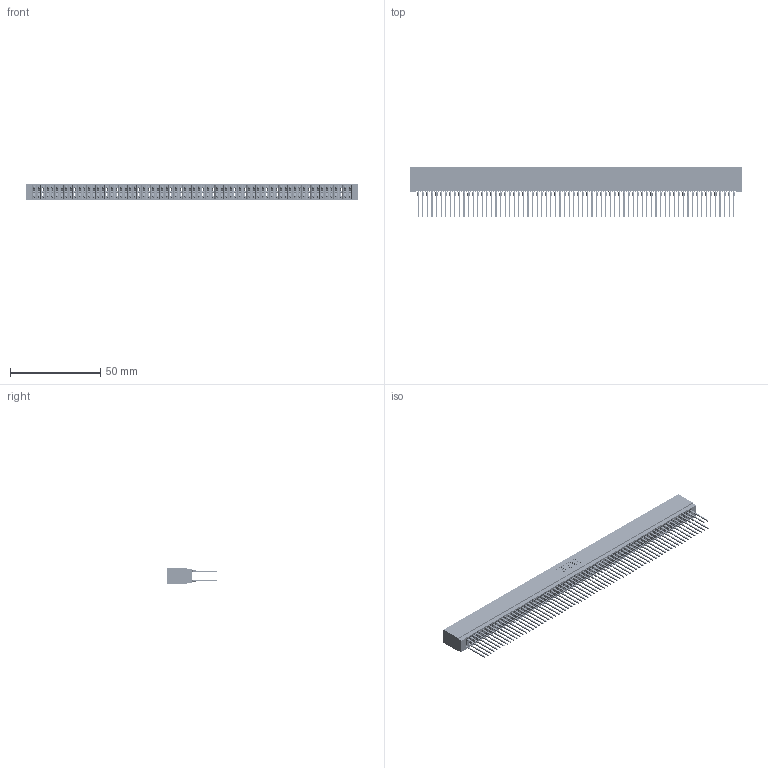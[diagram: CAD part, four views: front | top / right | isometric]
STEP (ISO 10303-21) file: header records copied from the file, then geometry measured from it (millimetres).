
FILE_DESCRIPTION (( 'STEP AP203' ), '1' );
FILE_NAME ('725-140-545-201.STEP', '2020-09-10T12:12:06', ( '' ), ( '' ), 'SwSTEP 2.0', 'SolidWorks 2020', '' );
FILE_SCHEMA (( 'CONFIG_CONTROL_DESIGN' ));
Products named in the file (3): 725-140-545-201; 745-292-001_545; 725 Part_Insulator Option - 01
Assembly tree (141 placements, depth 2):
  725-140-545-201
    725 Part_Insulator Option - 01
    745-292-001_545  x140
Bounding box: 184.4 x 28.21 x 8.89 mm (x, y, z)
Volume: 14974.4 mm3; surface area: 34365.2 mm2
Topology: 141 solids, 141 shells, 12625 faces, 33924 edges, 21308 vertices
Faces by surface type: plane 6495, bspline 2800, cylinder 2490, torus 840
Entity records: 113994 total; most frequent: CARTESIAN_POINT 20263, ORIENTED_EDGE 19754, DIRECTION 17235, EDGE_CURVE 9877, LINE 9275, VECTOR 9275, VERTEX_POINT 6296, AXIS2_PLACEMENT_3D 3980
